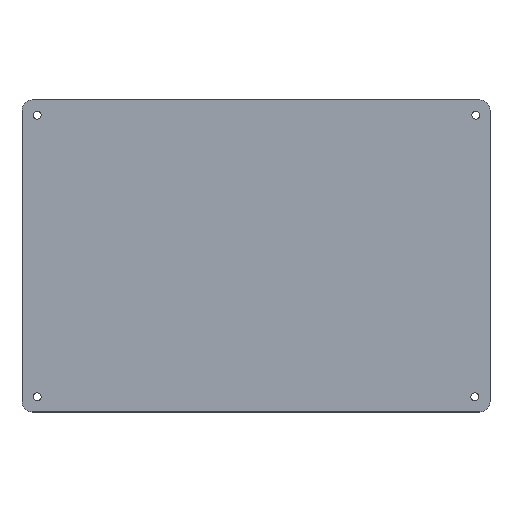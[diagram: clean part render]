
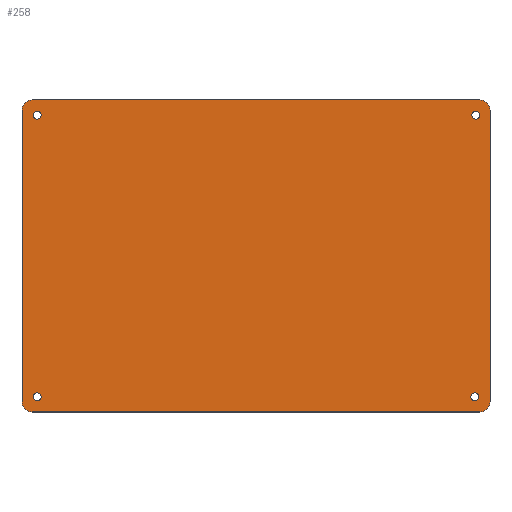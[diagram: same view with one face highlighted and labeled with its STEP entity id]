
A CAD part, top view. The second image highlights one B-rep face of the part: STEP entity #258.
In plain terms, the highlighted planar face has unit normal (0, 0, 1).
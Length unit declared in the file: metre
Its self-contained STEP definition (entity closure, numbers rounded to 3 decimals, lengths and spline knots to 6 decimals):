
#16=PLANE('',#301);
#22=LINE('',#396,#38);
#26=LINE('',#408,#42);
#30=LINE('',#420,#46);
#33=LINE('',#449,#49);
#38=VECTOR('',#317,1.);
#42=VECTOR('',#329,1.);
#46=VECTOR('',#341,1.);
#49=VECTOR('',#376,1.);
#90=ORIENTED_EDGE('',*,*,#142,.F.);
#91=ORIENTED_EDGE('',*,*,#140,.F.);
#92=ORIENTED_EDGE('',*,*,#138,.F.);
#93=ORIENTED_EDGE('',*,*,#136,.F.);
#94=ORIENTED_EDGE('',*,*,#116,.T.);
#95=ORIENTED_EDGE('',*,*,#120,.T.);
#96=ORIENTED_EDGE('',*,*,#123,.T.);
#97=ORIENTED_EDGE('',*,*,#126,.F.);
#98=ORIENTED_EDGE('',*,*,#129,.T.);
#99=ORIENTED_EDGE('',*,*,#132,.F.);
#100=ORIENTED_EDGE('',*,*,#135,.T.);
#101=ORIENTED_EDGE('',*,*,#145,.T.);
#116=EDGE_CURVE('',#149,#148,#171,.T.);
#120=EDGE_CURVE('',#148,#151,#22,.T.);
#123=EDGE_CURVE('',#151,#153,#173,.T.);
#126=EDGE_CURVE('',#155,#153,#26,.T.);
#129=EDGE_CURVE('',#155,#157,#175,.T.);
#132=EDGE_CURVE('',#159,#157,#30,.T.);
#135=EDGE_CURVE('',#159,#161,#177,.T.);
#136=EDGE_CURVE('',#162,#162,#178,.T.);
#138=EDGE_CURVE('',#164,#164,#180,.T.);
#140=EDGE_CURVE('',#166,#166,#182,.T.);
#142=EDGE_CURVE('',#168,#168,#184,.T.);
#145=EDGE_CURVE('',#161,#149,#33,.T.);
#148=VERTEX_POINT('',#387);
#149=VERTEX_POINT('',#389);
#151=VERTEX_POINT('',#395);
#153=VERTEX_POINT('',#401);
#155=VERTEX_POINT('',#407);
#157=VERTEX_POINT('',#413);
#159=VERTEX_POINT('',#419);
#161=VERTEX_POINT('',#425);
#162=VERTEX_POINT('',#429);
#164=VERTEX_POINT('',#434);
#166=VERTEX_POINT('',#439);
#168=VERTEX_POINT('',#444);
#171=CIRCLE('',#275,0.002);
#173=CIRCLE('',#279,0.002);
#175=CIRCLE('',#283,0.002);
#177=CIRCLE('',#287,0.002);
#178=CIRCLE('',#289,0.00075);
#180=CIRCLE('',#292,0.00075);
#182=CIRCLE('',#295,0.00075);
#184=CIRCLE('',#298,0.00075);
#202=EDGE_LOOP('',(#90));
#203=EDGE_LOOP('',(#91));
#204=EDGE_LOOP('',(#92));
#205=EDGE_LOOP('',(#93));
#206=EDGE_LOOP('',(#94,#95,#96,#97,#98,#99,#100,#101));
#228=FACE_BOUND('',#202,.T.);
#229=FACE_BOUND('',#203,.T.);
#230=FACE_BOUND('',#204,.T.);
#231=FACE_BOUND('',#205,.T.);
#232=FACE_BOUND('',#206,.T.);
#258=ADVANCED_FACE('',(#228,#229,#230,#231,#232),#16,.T.);
#275=AXIS2_PLACEMENT_3D('',#388,#310,#311);
#279=AXIS2_PLACEMENT_3D('',#402,#323,#324);
#283=AXIS2_PLACEMENT_3D('',#414,#335,#336);
#287=AXIS2_PLACEMENT_3D('',#426,#347,#348);
#289=AXIS2_PLACEMENT_3D('',#428,#351,#352);
#292=AXIS2_PLACEMENT_3D('',#433,#357,#358);
#295=AXIS2_PLACEMENT_3D('',#438,#363,#364);
#298=AXIS2_PLACEMENT_3D('',#443,#369,#370);
#301=AXIS2_PLACEMENT_3D('',#450,#377,#378);
#310=DIRECTION('',(0.,0.,1.));
#311=DIRECTION('',(1.,0.,0.));
#317=DIRECTION('',(0.,1.,0.));
#323=DIRECTION('',(0.,0.,1.));
#324=DIRECTION('',(1.,0.,0.));
#329=DIRECTION('',(1.,0.,0.));
#335=DIRECTION('',(0.,0.,1.));
#336=DIRECTION('',(1.,0.,0.));
#341=DIRECTION('',(0.,1.,0.));
#347=DIRECTION('',(0.,0.,1.));
#348=DIRECTION('',(1.,0.,0.));
#351=DIRECTION('',(0.,0.,1.));
#352=DIRECTION('',(1.,0.,0.));
#357=DIRECTION('',(0.,0.,1.));
#358=DIRECTION('',(1.,0.,0.));
#363=DIRECTION('',(0.,0.,1.));
#364=DIRECTION('',(1.,0.,0.));
#369=DIRECTION('',(0.,0.,1.));
#370=DIRECTION('',(1.,0.,0.));
#376=DIRECTION('',(1.,0.,0.));
#377=DIRECTION('',(0.,0.,1.));
#378=DIRECTION('',(1.,0.,0.));
#387=CARTESIAN_POINT('',(0.09,0.002,0.037));
#388=CARTESIAN_POINT('',(0.088,0.002,0.037));
#389=CARTESIAN_POINT('',(0.088,0.,0.037));
#395=CARTESIAN_POINT('',(0.09,0.058,0.037));
#396=CARTESIAN_POINT('',(0.09,0.03,0.037));
#401=CARTESIAN_POINT('',(0.088,0.06,0.037));
#402=CARTESIAN_POINT('',(0.088,0.058,0.037));
#407=CARTESIAN_POINT('',(0.002,0.06,0.037));
#408=CARTESIAN_POINT('',(0.045,0.06,0.037));
#413=CARTESIAN_POINT('',(0.,0.058,0.037));
#414=CARTESIAN_POINT('',(0.002,0.058,0.037));
#419=CARTESIAN_POINT('',(0.,0.002,0.037));
#420=CARTESIAN_POINT('',(0.,0.03,0.037));
#425=CARTESIAN_POINT('',(0.002,0.,0.037));
#426=CARTESIAN_POINT('',(0.002,0.002,0.037));
#428=CARTESIAN_POINT('',(0.002927,0.057073,0.037));
#429=CARTESIAN_POINT('',(0.003677,0.057073,0.037));
#433=CARTESIAN_POINT('',(0.002927,0.002927,0.037));
#434=CARTESIAN_POINT('',(0.003677,0.002927,0.037));
#438=CARTESIAN_POINT('',(0.087073,0.002927,0.037));
#439=CARTESIAN_POINT('',(0.087823,0.002927,0.037));
#443=CARTESIAN_POINT('',(0.087255,0.057073,0.037));
#444=CARTESIAN_POINT('',(0.088005,0.057073,0.037));
#449=CARTESIAN_POINT('',(0.045,0.,0.037));
#450=CARTESIAN_POINT('',(0.045,0.03,0.037));
